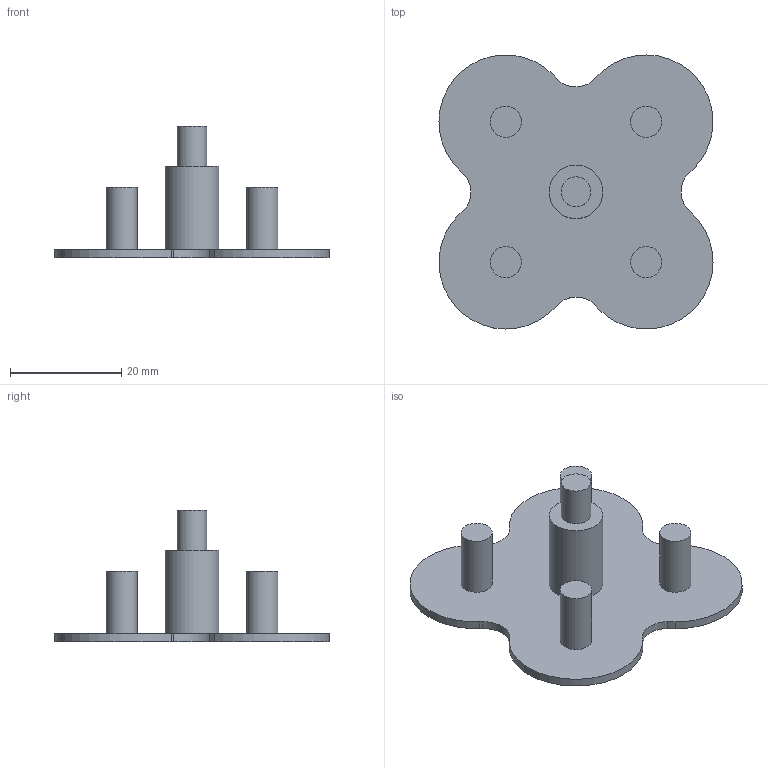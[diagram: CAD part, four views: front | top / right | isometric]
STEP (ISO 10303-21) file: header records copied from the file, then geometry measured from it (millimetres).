
FILE_DESCRIPTION(/* description */ (''),/* implementation_level */ '2;1');
FILE_NAME(/* name */ 'Rondel-1',/* time_stamp */ '2024-11-16T18:52:33+01:00',/* author */ (''),/* organization */ (''),/* preprocessor_version */ 'ST-DEVELOPER v19.2',/* originating_system */ 'Rhino 8.13',/* authorisation */ '');
FILE_SCHEMA (('CONFIG_CONTROL_DESIGN'));
Length unit declared in the file: millimetre
Products named in the file (1): Document
Bounding box: 49.2 x 49.2 x 23.66 mm (x, y, z)
Volume: 5209 mm3; surface area: 5923.6 mm2
Topology: 1 solids, 1 shells, 32 faces, 69 edges, 46 vertices
Faces by surface type: plane 17, cylinder 15
Full cylindrical faces by diameter (mm): 5.338 x1, 5.6 x4, 5.638 x1, 9.638 x1
Entity records: 932 total; most frequent: CARTESIAN_POINT 220, ORIENTED_EDGE 138, DIRECTION 96, EDGE_CURVE 69, AXIS2_PLACEMENT_3D 64, VERTEX_POINT 46, EDGE_LOOP 39, ADVANCED_FACE 32
